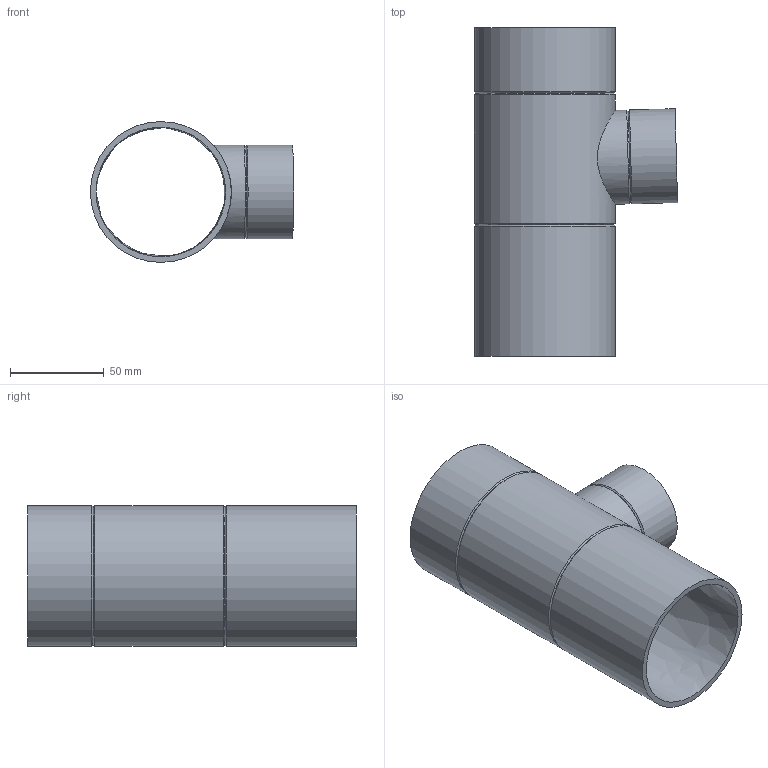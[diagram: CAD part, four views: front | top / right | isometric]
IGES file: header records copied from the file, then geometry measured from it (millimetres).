
Global section: file name: 365162; native system: Autodesk Inventor 2014; preprocessor: unknown; author: Marco; date: 20130915.181804; units: millimetre
Bounding box: 108.13 x 175 x 75 mm (x, y, z)
Volume: 129766.2 mm3; surface area: 88894.5 mm2
Topology: 1 solids, 1 shells, 16 faces, 37 edges, 23 vertices
Faces by surface type: cone 6, cylinder 5, plane 3, revolution 2
Full cylindrical faces by diameter (mm): 50 x2, 75 x3
